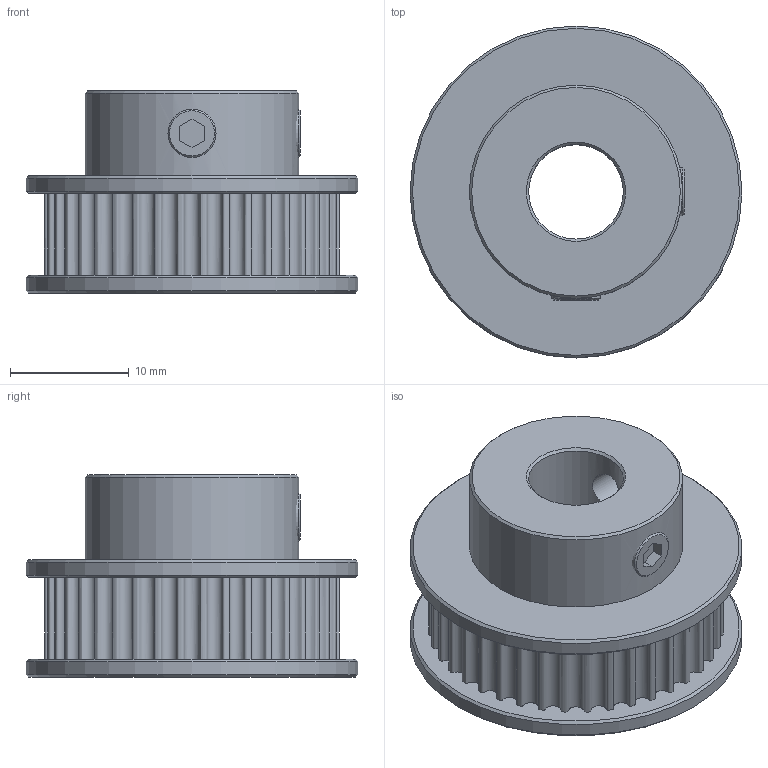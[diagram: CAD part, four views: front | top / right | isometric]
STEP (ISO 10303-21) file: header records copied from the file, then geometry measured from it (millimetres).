
FILE_DESCRIPTION(/* description */ (''),/* implementation_level */ '2;1');
FILE_NAME(/* name */ 'GT2 40T 8 Bore v2.step',/* time_stamp */ '2020-08-06T02:33:13+02:00',/* author */ (''),/* organization */ (''),/* preprocessor_version */ 'ST-DEVELOPER v18.1',/* originating_system */ 'Autodesk Translation Framework v9.3.0.1241',/* authorisation */ '');
FILE_SCHEMA (('AUTOMOTIVE_DESIGN { 1 0 10303 214 3 1 1 }'));
Length unit declared in the file: millimetre
Products named in the file (4): GT2 40T 8 Bore; Pulley; Screw v1; Screw v1 (1)
Assembly tree (3 placements, depth 2):
  GT2 40T 8 Bore
    Pulley
    Screw v1
    Screw v1 (1)
Bounding box: 28 x 28 x 17.05 mm (x, y, z)
Volume: 6123.6 mm3; surface area: 2915.4 mm2
Topology: 3 solids, 3 shells, 41 faces, 92 edges, 61 vertices
Faces by surface type: plane 23, cone 9, cylinder 8, bspline 1
Full cylindrical faces by diameter (mm): 3.332 x2, 4.064 x2, 7.98 x1, 18 x1, 28 x2
Entity records: 4812 total; most frequent: CARTESIAN_POINT 3754, DIRECTION 199, ORIENTED_EDGE 184, EDGE_CURVE 92, AXIS2_PLACEMENT_3D 72, VERTEX_POINT 61, LINE 55, VECTOR 55
